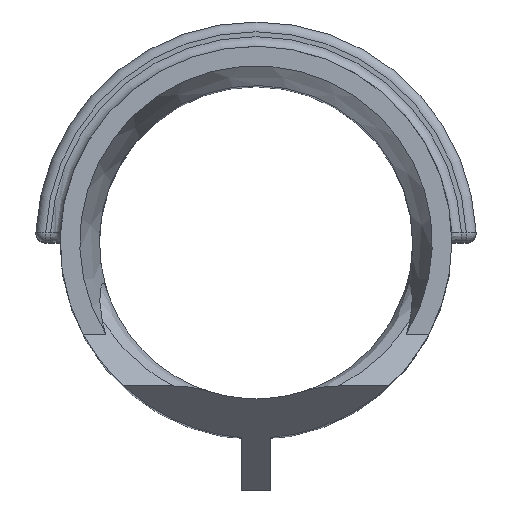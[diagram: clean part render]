
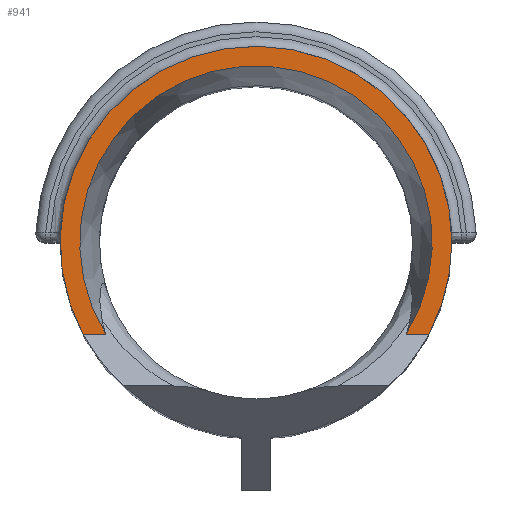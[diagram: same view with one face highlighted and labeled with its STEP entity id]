
A CAD part, top view. The second image highlights one B-rep face of the part: STEP entity #941.
In plain terms, the highlighted planar face has unit normal (0, 0, 1).
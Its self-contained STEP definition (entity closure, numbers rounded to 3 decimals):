
#49=PLANE('',#1081);
#139=FACE_OUTER_BOUND('',#200,.T.);
#200=EDGE_LOOP('',(#861,#862,#863,#864,#865));
#239=LINE('',#1747,#283);
#240=LINE('',#1749,#284);
#283=VECTOR('',#1168,10.);
#284=VECTOR('',#1171,10.);
#314=CIRCLE('',#975,7.2);
#315=CIRCLE('',#979,8.);
#316=CIRCLE('',#983,8.);
#383=VERTEX_POINT('',#1611);
#384=VERTEX_POINT('',#1613);
#387=VERTEX_POINT('',#1625);
#388=VERTEX_POINT('',#1626);
#389=VERTEX_POINT('',#1630);
#471=EDGE_CURVE('',#384,#383,#314,.T.);
#476=EDGE_CURVE('',#387,#388,#315,.T.);
#480=EDGE_CURVE('',#388,#389,#316,.T.);
#500=EDGE_CURVE('',#384,#387,#239,.T.);
#501=EDGE_CURVE('',#389,#383,#240,.T.);
#861=ORIENTED_EDGE('',*,*,#471,.F.);
#862=ORIENTED_EDGE('',*,*,#500,.T.);
#863=ORIENTED_EDGE('',*,*,#476,.T.);
#864=ORIENTED_EDGE('',*,*,#480,.T.);
#865=ORIENTED_EDGE('',*,*,#501,.T.);
#941=ADVANCED_FACE('',(#139),#49,.T.);
#975=AXIS2_PLACEMENT_3D('',#1615,#1129,#1130);
#979=AXIS2_PLACEMENT_3D('',#1627,#1141,#1142);
#983=AXIS2_PLACEMENT_3D('',#1632,#1149,#1150);
#1081=AXIS2_PLACEMENT_3D('',#2230,#1378,#1379);
#1129=DIRECTION('center_axis',(0.,0.,1.));
#1130=DIRECTION('ref_axis',(-1.,0.,0.));
#1141=DIRECTION('center_axis',(0.,0.,1.));
#1142=DIRECTION('ref_axis',(-1.,0.,0.));
#1149=DIRECTION('center_axis',(0.,0.,1.));
#1150=DIRECTION('ref_axis',(-1.,0.,0.));
#1168=DIRECTION('',(1.,0.,0.));
#1171=DIRECTION('',(1.,0.,0.));
#1378=DIRECTION('center_axis',(0.,0.,1.));
#1379=DIRECTION('ref_axis',(-1.,0.,0.));
#1611=CARTESIAN_POINT('',(-6.142,-13.757,64.5));
#1613=CARTESIAN_POINT('',(6.142,-13.757,64.5));
#1615=CARTESIAN_POINT('Origin',(0.,-10.,64.5));
#1625=CARTESIAN_POINT('',(7.063,-13.757,64.5));
#1626=CARTESIAN_POINT('',(8.,-10.,64.5));
#1627=CARTESIAN_POINT('Origin',(0.,-10.,64.5));
#1630=CARTESIAN_POINT('',(-7.063,-13.757,64.5));
#1632=CARTESIAN_POINT('Origin',(0.,-10.,64.5));
#1747=CARTESIAN_POINT('',(-3.531,-13.757,64.5));
#1749=CARTESIAN_POINT('',(-3.531,-13.757,64.5));
#2230=CARTESIAN_POINT('Origin',(0.,-10.,64.5));
